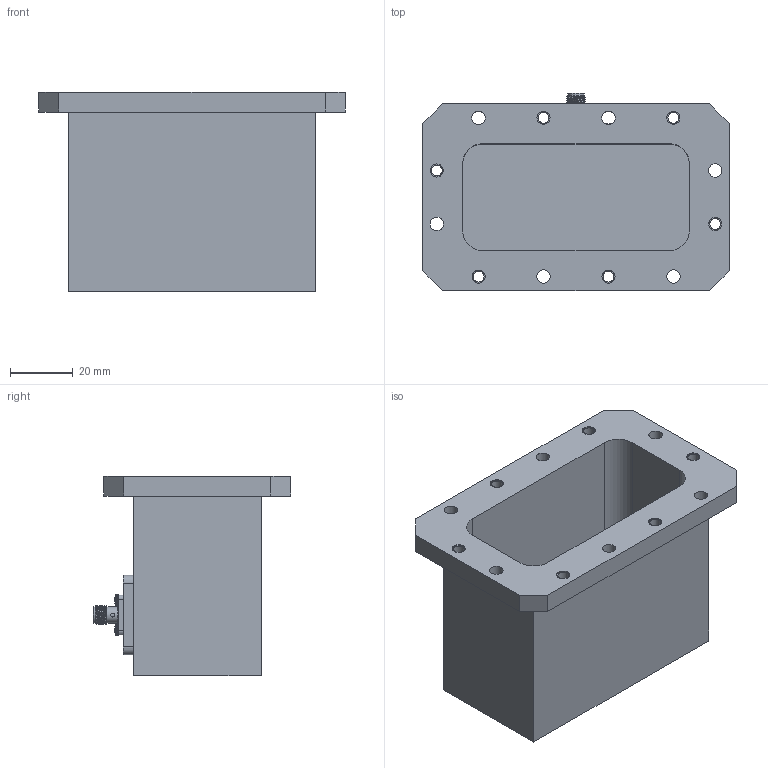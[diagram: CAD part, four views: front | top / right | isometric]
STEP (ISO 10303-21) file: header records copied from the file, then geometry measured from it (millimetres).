
FILE_DESCRIPTION (( 'STEP AP203' ), '1' );
FILE_NAME ('PE9834_3D.step', '2020-08-07T14:40:38', ( '' ), ( '' ), 'SwSTEP 2.0', 'SolidWorks 2018', '' );
FILE_SCHEMA (( 'CONFIG_CONTROL_DESIGN' ));
Length unit declared in the file: inch
Products named in the file (1): PE9834_3D
Bounding box: 97.64 x 62.94 x 63.55 mm (x, y, z)
Volume: 73359.5 mm3; surface area: 40691.7 mm2
Topology: 1 solids, 5 shells, 332 faces, 1181 edges, 941 vertices
Faces by surface type: plane 179, cylinder 108, bspline 23, cone 21, torus 1
Full cylindrical faces by diameter (mm): 1.016 x1, 1.27 x2, 3.454 x6, 3.616 x4, 4.166 x12, 4.293 x6, 4.597 x1, 5.359 x2
Entity records: 19273 total; most frequent: CARTESIAN_POINT 9921, ORIENTED_EDGE 2216, DIRECTION 1420, EDGE_CURVE 1108, VERTEX_POINT 916, LINE 488, VECTOR 488, EDGE_LOOP 484
